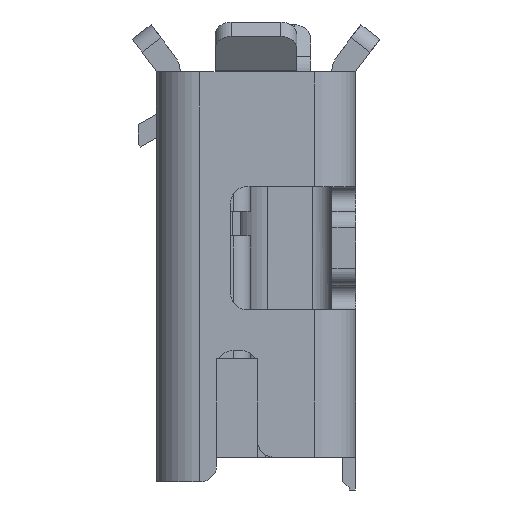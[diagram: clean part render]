
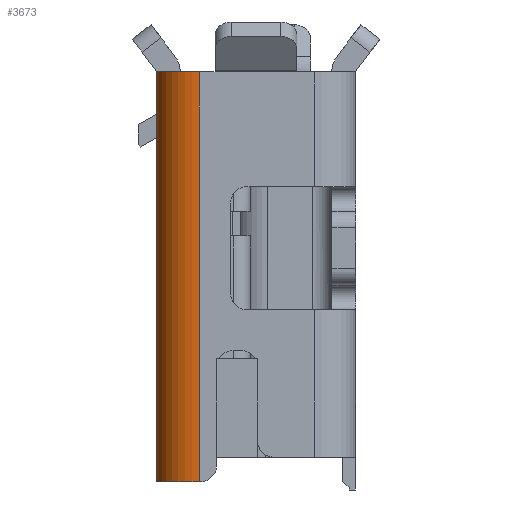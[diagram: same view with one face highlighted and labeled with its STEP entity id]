
A CAD part, left-side view. The second image highlights one B-rep face of the part: STEP entity #3673.
In plain terms, the highlighted cylindrical face has radius 0.525 mm (diameter 1.05 mm), a partial arc.
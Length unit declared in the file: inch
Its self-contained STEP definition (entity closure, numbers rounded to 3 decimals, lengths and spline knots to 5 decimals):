
#376 = VERTEX_POINT ( 'NONE', #2089 ) ;
#2089 = CARTESIAN_POINT ( 'NONE',  ( -0.25906, 0.08484, -0.05906 ) ) ;
#2166 = DIRECTION ( 'NONE',  ( 0., 0., 1. ) ) ;
#2553 = VERTEX_POINT ( 'NONE', #23431 ) ;
#2735 = VERTEX_POINT ( 'NONE', #11343 ) ;
#2846 = CIRCLE ( 'NONE', #9536, 0.02067 ) ;
#3581 = CARTESIAN_POINT ( 'NONE',  ( -0.25906, 0.06417, -0.05906 ) ) ;
#3673 = ADVANCED_FACE ( 'NONE', ( #30979 ), #23662, .T. ) ;
#4157 = DIRECTION ( 'NONE',  ( 0., 0., 1. ) ) ;
#4468 = LINE ( 'NONE', #26134, #30911 ) ;
#5860 = AXIS2_PLACEMENT_3D ( 'NONE', #20013, #29899, #9898 ) ;
#7852 = EDGE_CURVE ( 'NONE', #24606, #376, #21782, .T. ) ;
#8836 = EDGE_CURVE ( 'NONE', #24606, #2553, #30857, .T. ) ;
#9536 = AXIS2_PLACEMENT_3D ( 'NONE', #18310, #4157, #13957 ) ;
#9898 = DIRECTION ( 'NONE',  ( 0., -1., 0. ) ) ;
#11343 = CARTESIAN_POINT ( 'NONE',  ( -0.25906, 0.08484, 0.1378 ) ) ;
#13272 = AXIS2_PLACEMENT_3D ( 'NONE', #3581, #13384, #13875 ) ;
#13319 = EDGE_CURVE ( 'NONE', #2735, #376, #4468, .T. ) ;
#13384 = DIRECTION ( 'NONE',  ( 0., 0., 1. ) ) ;
#13875 = DIRECTION ( 'NONE',  ( 0., -1., 0. ) ) ;
#13957 = DIRECTION ( 'NONE',  ( 0., -1., 0. ) ) ;
#15182 = EDGE_LOOP ( 'NONE', ( #27013, #16761, #20095, #28763 ) ) ;
#16022 = EDGE_CURVE ( 'NONE', #2735, #2553, #2846, .T. ) ;
#16761 = ORIENTED_EDGE ( 'NONE', *, *, #8836, .T. ) ;
#18310 = CARTESIAN_POINT ( 'NONE',  ( -0.25906, 0.06417, 0.1378 ) ) ;
#19027 = CARTESIAN_POINT ( 'NONE',  ( -0.27972, 0.06417, 0.03937 ) ) ;
#20013 = CARTESIAN_POINT ( 'NONE',  ( -0.25906, 0.06417, -0.05906 ) ) ;
#20095 = ORIENTED_EDGE ( 'NONE', *, *, #16022, .F. ) ;
#21782 = CIRCLE ( 'NONE', #5860, 0.02067 ) ;
#23381 = VECTOR ( 'NONE', #2166, 39.37008 ) ;
#23431 = CARTESIAN_POINT ( 'NONE',  ( -0.27972, 0.06417, 0.1378 ) ) ;
#23662 = CYLINDRICAL_SURFACE ( 'NONE', #13272, 0.02067 ) ;
#24606 = VERTEX_POINT ( 'NONE', #29350 ) ;
#26134 = CARTESIAN_POINT ( 'NONE',  ( -0.25906, 0.08484, 0.03937 ) ) ;
#27013 = ORIENTED_EDGE ( 'NONE', *, *, #7852, .F. ) ;
#28763 = ORIENTED_EDGE ( 'NONE', *, *, #13319, .T. ) ;
#29350 = CARTESIAN_POINT ( 'NONE',  ( -0.27972, 0.06417, -0.05906 ) ) ;
#29899 = DIRECTION ( 'NONE',  ( 0., 0., -1. ) ) ;
#30857 = LINE ( 'NONE', #19027, #23381 ) ;
#30911 = VECTOR ( 'NONE', #31535, 39.37008 ) ;
#30979 = FACE_OUTER_BOUND ( 'NONE', #15182, .T. ) ;
#31535 = DIRECTION ( 'NONE',  ( 0., 0., -1. ) ) ;
